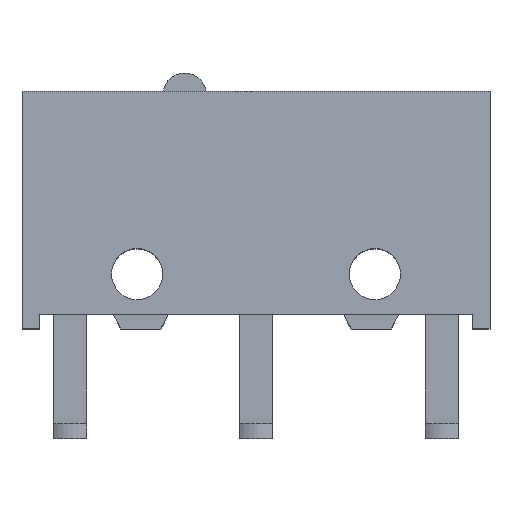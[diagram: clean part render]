
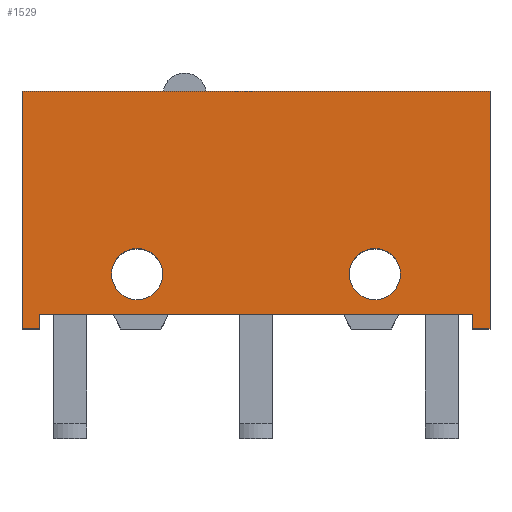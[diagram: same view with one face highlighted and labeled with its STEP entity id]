
A CAD part, top view. The second image highlights one B-rep face of the part: STEP entity #1529.
In plain terms, the highlighted planar face has unit normal (0, 0, 1).
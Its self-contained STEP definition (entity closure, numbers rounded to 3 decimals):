
#1 = ORIENTED_EDGE ( 'NONE', *, *, #1818, .T. ) ;
#3 = ORIENTED_EDGE ( 'NONE', *, *, #1628, .T. ) ;
#9 = EDGE_CURVE ( 'NONE', #1881, #1002, #65, .T. ) ;
#10 = ORIENTED_EDGE ( 'NONE', *, *, #1481, .T. ) ;
#11 = VERTEX_POINT ( 'NONE', #69 ) ;
#64 = CARTESIAN_POINT ( 'NONE',  ( -5.8, 0., 5.8 ) ) ;
#65 = LINE ( 'NONE', #66, #67 ) ;
#66 = CARTESIAN_POINT ( 'NONE',  ( -9.65, -1.5, 5.8 ) ) ;
#67 = VECTOR ( 'NONE', #68, 1000. ) ;
#68 = DIRECTION ( 'NONE',  ( 0., -1., 0. ) ) ;
#69 = CARTESIAN_POINT ( 'NONE',  ( 3.15, -1.5, 5.8 ) ) ;
#144 = LINE ( 'NONE', #145, #146 ) ;
#145 = CARTESIAN_POINT ( 'NONE',  ( -9.175, -1.1, 5.8 ) ) ;
#146 = VECTOR ( 'NONE', #147, 1000. ) ;
#147 = DIRECTION ( 'NONE',  ( 0., -1., 0. ) ) ;
#148 = CIRCLE ( 'NONE', #149, 0.7 ) ;
#149 = AXIS2_PLACEMENT_3D ( 'NONE', #150, #151, #152 ) ;
#150 = CARTESIAN_POINT ( 'NONE',  ( 0., 0., 5.8 ) ) ;
#151 = DIRECTION ( 'NONE',  ( 0., 0., -1. ) ) ;
#152 = DIRECTION ( 'NONE',  ( -1., 0., 0. ) ) ;
#157 = LINE ( 'NONE', #158, #159 ) ;
#158 = CARTESIAN_POINT ( 'NONE',  ( 3.15, 5., 5.8 ) ) ;
#159 = VECTOR ( 'NONE', #161, 1000. ) ;
#161 = DIRECTION ( 'NONE',  ( -1., 0., 0. ) ) ;
#182 = FACE_OUTER_BOUND ( 'NONE', #1921, .T. ) ;
#183 = FACE_BOUND ( 'NONE', #1910, .T. ) ;
#184 = FACE_BOUND ( 'NONE', #1588, .T. ) ;
#185 = PLANE ( 'NONE',  #186 ) ;
#186 = AXIS2_PLACEMENT_3D ( 'NONE', #187, #188, #189 ) ;
#187 = CARTESIAN_POINT ( 'NONE',  ( 3.15, 5., 5.8 ) ) ;
#188 = DIRECTION ( 'NONE',  ( 0., 0., 1. ) ) ;
#189 = DIRECTION ( 'NONE',  ( 1., 0., 0. ) ) ;
#219 = EDGE_CURVE ( 'NONE', #1002, #1627, #308, .T. ) ;
#282 = CARTESIAN_POINT ( 'NONE',  ( -9.175, -1.1, 5.8 ) ) ;
#308 = LINE ( 'NONE', #309, #310 ) ;
#309 = CARTESIAN_POINT ( 'NONE',  ( 3.15, -1.5, 5.8 ) ) ;
#310 = VECTOR ( 'NONE', #311, 1000. ) ;
#311 = DIRECTION ( 'NONE',  ( 1., 0., 0. ) ) ;
#417 = CARTESIAN_POINT ( 'NONE',  ( 0.7, 0., 5.8 ) ) ;
#418 = CARTESIAN_POINT ( 'NONE',  ( -7.2, 0., 5.8 ) ) ;
#443 = CARTESIAN_POINT ( 'NONE',  ( 2.675, -1.1, 5.8 ) ) ;
#541 = CARTESIAN_POINT ( 'NONE',  ( -9.65, 5., 5.8 ) ) ;
#584 = CARTESIAN_POINT ( 'NONE',  ( -9.175, -1.5, 5.8 ) ) ;
#585 = LINE ( 'NONE', #586, #587 ) ;
#586 = CARTESIAN_POINT ( 'NONE',  ( 3.15, -1.5, 5.8 ) ) ;
#587 = VECTOR ( 'NONE', #588, 1000. ) ;
#588 = DIRECTION ( 'NONE',  ( 1., 0., 0. ) ) ;
#650 = CARTESIAN_POINT ( 'NONE',  ( 3.15, 5., 5.8 ) ) ;
#679 = CARTESIAN_POINT ( 'NONE',  ( -9.65, -1.5, 5.8 ) ) ;
#693 = CARTESIAN_POINT ( 'NONE',  ( 2.675, -1.5, 5.8 ) ) ;
#868 = CIRCLE ( 'NONE', #869, 0.7 ) ;
#869 = AXIS2_PLACEMENT_3D ( 'NONE', #870, #871, #872 ) ;
#870 = CARTESIAN_POINT ( 'NONE',  ( 0., 0., 5.8 ) ) ;
#871 = DIRECTION ( 'NONE',  ( 0., 0., -1. ) ) ;
#872 = DIRECTION ( 'NONE',  ( -1., 0., 0. ) ) ;
#890 = CARTESIAN_POINT ( 'NONE',  ( -0.7, 0., 5.8 ) ) ;
#953 = VERTEX_POINT ( 'NONE', #650 ) ;
#956 = LINE ( 'NONE', #957, #958 ) ;
#957 = CARTESIAN_POINT ( 'NONE',  ( 2.675, -1.1, 5.8 ) ) ;
#958 = VECTOR ( 'NONE', #959, 1000. ) ;
#959 = DIRECTION ( 'NONE',  ( 0., -1., 0. ) ) ;
#966 = CIRCLE ( 'NONE', #967, 0.7 ) ;
#967 = AXIS2_PLACEMENT_3D ( 'NONE', #968, #969, #970 ) ;
#968 = CARTESIAN_POINT ( 'NONE',  ( -6.5, 0., 5.8 ) ) ;
#969 = DIRECTION ( 'NONE',  ( 0., 0., -1. ) ) ;
#970 = DIRECTION ( 'NONE',  ( -1., 0., 0. ) ) ;
#990 = LINE ( 'NONE', #991, #992 ) ;
#991 = CARTESIAN_POINT ( 'NONE',  ( -9.175, -1.1, 5.8 ) ) ;
#992 = VECTOR ( 'NONE', #993, 1000. ) ;
#993 = DIRECTION ( 'NONE',  ( -1., 0., 0. ) ) ;
#1002 = VERTEX_POINT ( 'NONE', #679 ) ;
#1003 = CIRCLE ( 'NONE', #1004, 0.7 ) ;
#1004 = AXIS2_PLACEMENT_3D ( 'NONE', #1005, #1006, #1007 ) ;
#1005 = CARTESIAN_POINT ( 'NONE',  ( -6.5, 0., 5.8 ) ) ;
#1006 = DIRECTION ( 'NONE',  ( 0., 0., -1. ) ) ;
#1007 = DIRECTION ( 'NONE',  ( -1., 0., 0. ) ) ;
#1084 = LINE ( 'NONE', #1085, #1086 ) ;
#1085 = CARTESIAN_POINT ( 'NONE',  ( 3.15, -1.5, 5.8 ) ) ;
#1086 = VECTOR ( 'NONE', #1087, 1000. ) ;
#1087 = DIRECTION ( 'NONE',  ( 0., 1., 0. ) ) ;
#1278 = ORIENTED_EDGE ( 'NONE', *, *, #1757, .F. ) ;
#1481 = EDGE_CURVE ( 'NONE', #1808, #1592, #966, .T. ) ;
#1517 = EDGE_CURVE ( 'NONE', #1838, #1627, #144, .T. ) ;
#1519 = EDGE_CURVE ( 'NONE', #1591, #1725, #148, .T. ) ;
#1529 = ADVANCED_FACE ( 'NONE', ( #182, #183, #184 ), #185, .T. ) ;
#1588 = EDGE_LOOP ( 'NONE', ( #1912, #1832 ) ) ;
#1591 = VERTEX_POINT ( 'NONE', #417 ) ;
#1592 = VERTEX_POINT ( 'NONE', #418 ) ;
#1607 = ORIENTED_EDGE ( 'NONE', *, *, #1762, .T. ) ;
#1627 = VERTEX_POINT ( 'NONE', #584 ) ;
#1628 = EDGE_CURVE ( 'NONE', #1659, #11, #585, .T. ) ;
#1659 = VERTEX_POINT ( 'NONE', #693 ) ;
#1725 = VERTEX_POINT ( 'NONE', #890 ) ;
#1730 = ORIENTED_EDGE ( 'NONE', *, *, #1748, .T. ) ;
#1748 = EDGE_CURVE ( 'NONE', #1867, #1659, #956, .T. ) ;
#1757 = EDGE_CURVE ( 'NONE', #1867, #1838, #990, .T. ) ;
#1762 = EDGE_CURVE ( 'NONE', #1592, #1808, #1003, .T. ) ;
#1780 = EDGE_CURVE ( 'NONE', #11, #953, #1084, .T. ) ;
#1792 = ORIENTED_EDGE ( 'NONE', *, *, #1517, .F. ) ;
#1793 = ORIENTED_EDGE ( 'NONE', *, *, #1780, .T. ) ;
#1808 = VERTEX_POINT ( 'NONE', #64 ) ;
#1818 = EDGE_CURVE ( 'NONE', #953, #1881, #157, .T. ) ;
#1832 = ORIENTED_EDGE ( 'NONE', *, *, #1519, .T. ) ;
#1838 = VERTEX_POINT ( 'NONE', #282 ) ;
#1867 = VERTEX_POINT ( 'NONE', #443 ) ;
#1881 = VERTEX_POINT ( 'NONE', #541 ) ;
#1893 = ORIENTED_EDGE ( 'NONE', *, *, #219, .T. ) ;
#1910 = EDGE_LOOP ( 'NONE', ( #1607, #10 ) ) ;
#1912 = ORIENTED_EDGE ( 'NONE', *, *, #1927, .T. ) ;
#1921 = EDGE_LOOP ( 'NONE', ( #1792, #1278, #1730, #3, #1793, #1, #1959, #1893 ) ) ;
#1927 = EDGE_CURVE ( 'NONE', #1725, #1591, #868, .T. ) ;
#1959 = ORIENTED_EDGE ( 'NONE', *, *, #9, .T. ) ;
